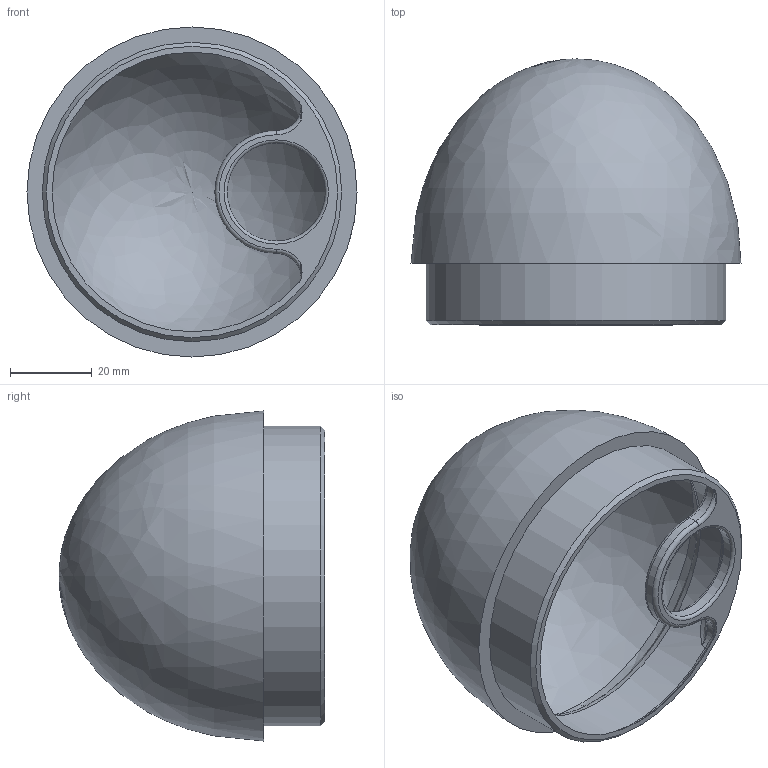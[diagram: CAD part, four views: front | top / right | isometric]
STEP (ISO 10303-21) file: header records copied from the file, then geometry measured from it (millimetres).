
FILE_DESCRIPTION(/* description */ (''),/* implementation_level */ '2;1');
FILE_NAME(/* name */ 'NoseCone v1.step',/* time_stamp */ '2023-09-28T22:53:17-04:00',/* author */ (''),/* organization */ (''),/* preprocessor_version */ 'ST-DEVELOPER v20',/* originating_system */ 'Autodesk Translation Framework v12.14.0.127',/* authorisation */ '');
FILE_SCHEMA (('AUTOMOTIVE_DESIGN { 1 0 10303 214 3 1 1 }'));
Length unit declared in the file: millimetre
Products named in the file (1): NoseCone
Bounding box: 80.7 x 65.02 x 80.7 mm (x, y, z)
Volume: 18486.9 mm3; surface area: 32668.6 mm2
Topology: 1 solids, 1 shells, 34 faces, 85 edges, 50 vertices
Faces by surface type: bspline 12, torus 11, cylinder 6, plane 3, cone 2
Full cylindrical faces by diameter (mm): 24 x1, 71.2 x1, 73.2 x1
Entity records: 1922 total; most frequent: CARTESIAN_POINT 1135, ORIENTED_EDGE 162, DIRECTION 150, EDGE_CURVE 81, AXIS2_PLACEMENT_3D 71, VERTEX_POINT 50, CIRCLE 47, EDGE_LOOP 37
